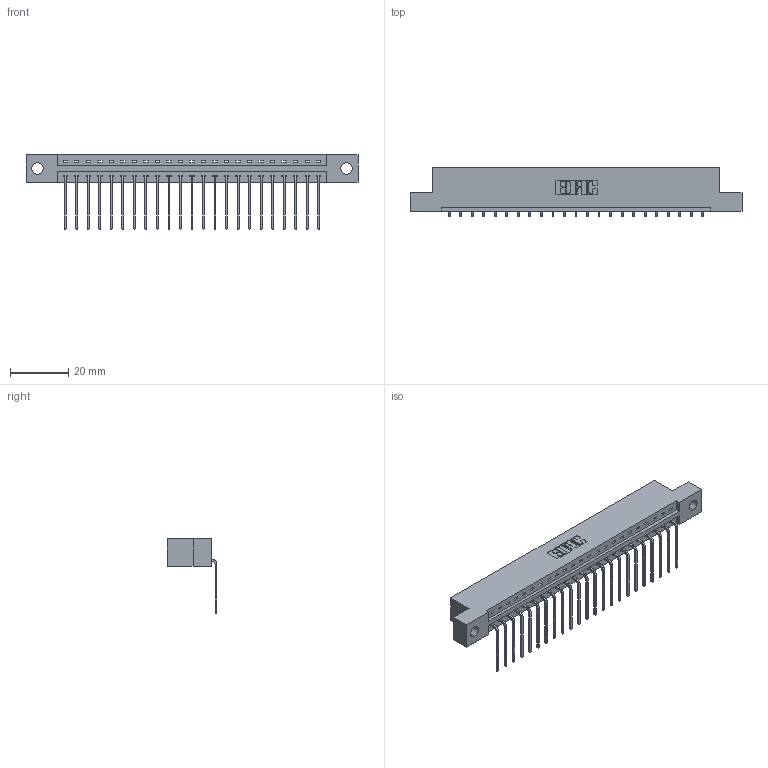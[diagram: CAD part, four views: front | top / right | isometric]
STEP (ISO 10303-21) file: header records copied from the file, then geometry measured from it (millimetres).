
FILE_DESCRIPTION (( 'STEP AP203' ), '1' );
FILE_NAME ('337-023-559-104.STEP', '2019-09-30T15:05:41', ( '' ), ( '' ), 'SwSTEP 2.0', 'SolidWorks 2016', '' );
FILE_SCHEMA (( 'CONFIG_CONTROL_DESIGN' ));
Length unit declared in the file: inch
Products named in the file (3): 337 Part_Flush Mounting Lugs - 0.156 Dia-TH; 337-023-559-104; 345-292-001_558 559 Tail - 1
Assembly tree (24 placements, depth 2):
  337-023-559-104
    337 Part_Flush Mounting Lugs - 0.156 Dia-TH
    345-292-001_558 559 Tail - 1  x23
Bounding box: 114.15 x 17.09 x 25.53 mm (x, y, z)
Volume: 11614.7 mm3; surface area: 12162.7 mm2
Topology: 24 solids, 24 shells, 1586 faces, 4773 edges, 3150 vertices
Faces by surface type: plane 1174, cylinder 412
Entity records: 19641 total; most frequent: CARTESIAN_POINT 3427, ORIENTED_EDGE 3386, DIRECTION 2923, EDGE_CURVE 1693, VECTOR 1565, LINE 1565, VERTEX_POINT 1126, AXIS2_PLACEMENT_3D 679
